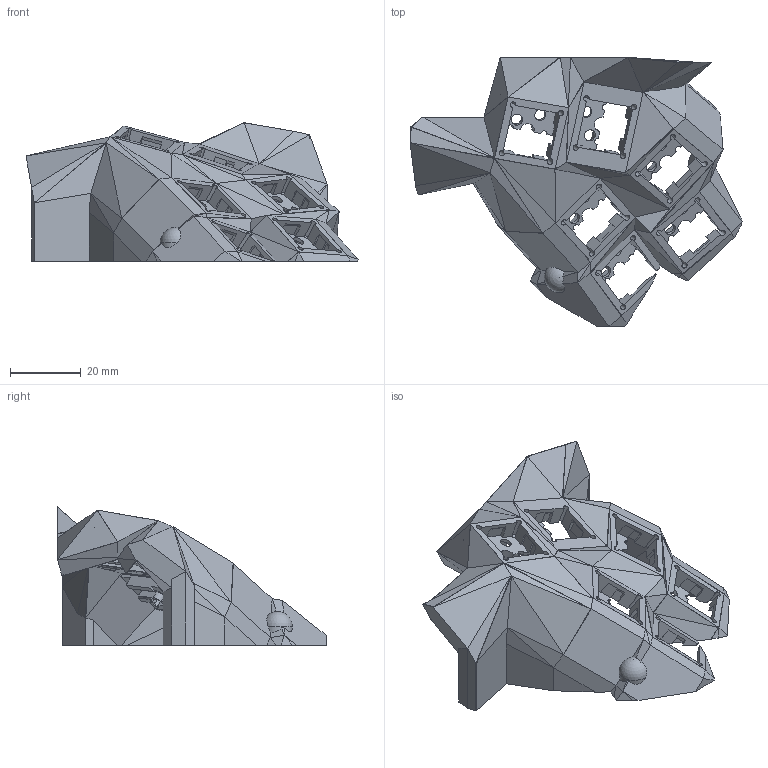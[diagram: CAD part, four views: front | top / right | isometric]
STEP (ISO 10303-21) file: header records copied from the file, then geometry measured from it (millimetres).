
FILE_DESCRIPTION(('Open CASCADE Model'),'2;1');
FILE_NAME('Open CASCADE Shape Model','2024-12-16T17:02:55',('Author'),( 'Open CASCADE'),'Open CASCADE STEP processor 7.7','Open CASCADE 7.7' ,'Unknown');
FILE_SCHEMA(('AUTOMOTIVE_DESIGN { 1 0 10303 214 1 1 1 1 }'));
Products named in the file (1): Open CASCADE STEP translator 7.7 5
Bounding box: 94.19 x 76.31 x 39.28 mm (x, y, z)
Volume: 28801.6 mm3; surface area: 18138.3 mm2
Topology: 1 solids, 1 shells, 844 faces, 2300 edges, 1454 vertices
Faces by surface type: plane 771, cylinder 70, sphere 3
Full cylindrical faces by diameter (mm): 1.6 x12, 2.5 x1, 3.2 x12
Entity records: 56522 total; most frequent: CARTESIAN_POINT 10249, DIRECTION 8621, LINE 6443, VECTOR 6443, ORIENTED_EDGE 4596, PCURVE 4596, DEFINITIONAL_REPRESENTATION 4596, EDGE_CURVE 2298
